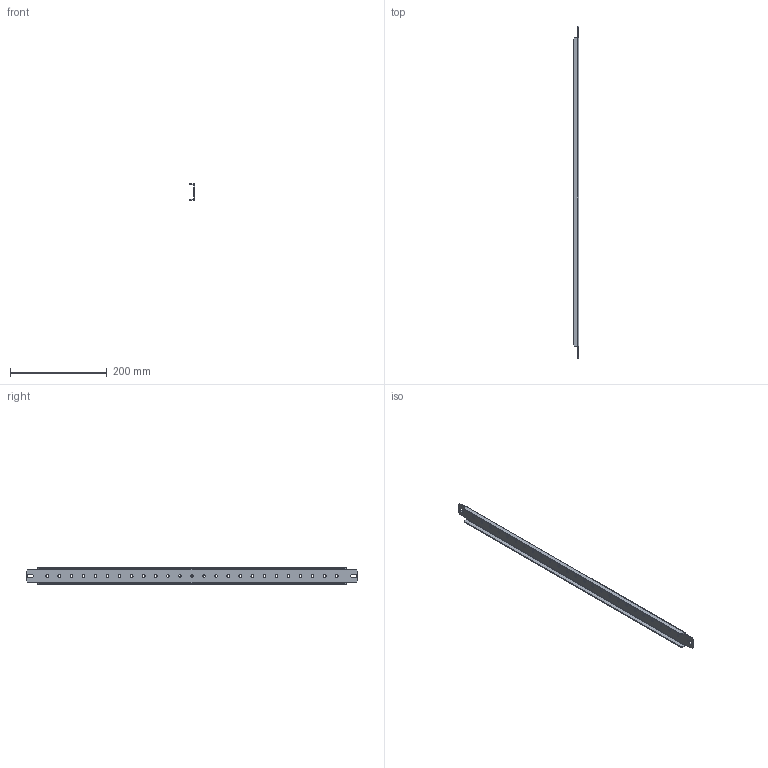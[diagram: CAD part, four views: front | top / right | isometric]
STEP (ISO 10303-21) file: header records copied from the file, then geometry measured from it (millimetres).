
FILE_DESCRIPTION(('CATIA V5 STEP Exchange'),'2;1');
FILE_NAME('EB1042.stp','2014-09-23T10:09:47+00:00',('none'),('none'),'CATIA Version 5 Release 20 SP 6 (IN-10)','CATIA V5 STEP AP203','none');
FILE_SCHEMA(('CONFIG_CONTROL_DESIGN'));
Length unit declared in the file: millimetre
Products named in the file (1): 850919_002_00_TRAVERSA_TUBI_DI_RINFORSO_L=0800_IS2_____3PA
Bounding box: 11.5 x 688 x 34 mm (x, y, z)
Volume: 66584.6 mm3; surface area: 70505.5 mm2
Topology: 1 solids, 1 shells, 146 faces, 416 edges, 272 vertices
Faces by surface type: cylinder 108, plane 38
Entity records: 5057 total; most frequent: CARTESIAN_POINT 1380, ORIENTED_EDGE 832, DIRECTION 573, EDGE_CURVE 416, VERTEX_POINT 272, AXIS2_PLACEMENT_3D 245, EDGE_LOOP 200, VECTOR 197
